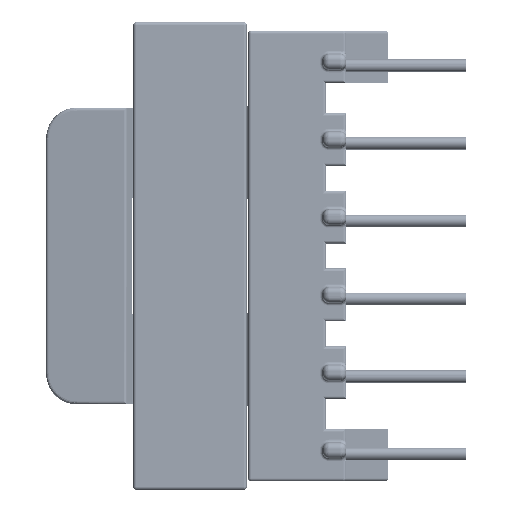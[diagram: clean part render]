
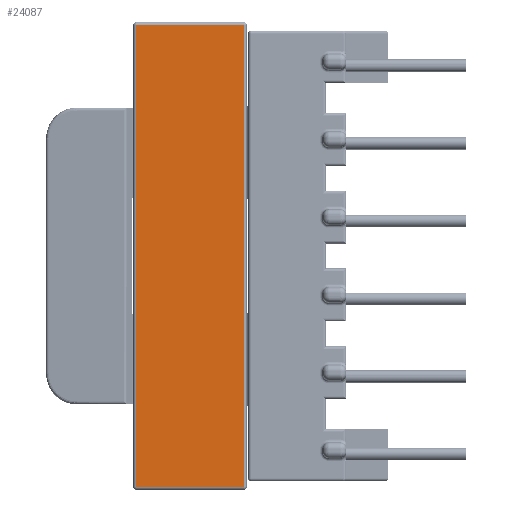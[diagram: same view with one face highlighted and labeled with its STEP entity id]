
A CAD part, left-side view. The second image highlights one B-rep face of the part: STEP entity #24087.
In plain terms, the highlighted face is planar.
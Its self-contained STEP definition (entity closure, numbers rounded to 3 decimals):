
#860 = CARTESIAN_POINT ( 'NONE',  ( 14.85, 7.1, 0. ) ) ;
#998 = CARTESIAN_POINT ( 'NONE',  ( 14.85, 0.2, 0. ) ) ;
#1395 = CARTESIAN_POINT ( 'NONE',  ( -15.05, 7.1, 0. ) ) ;
#1444 = DIRECTION ( 'NONE',  ( 1., 0., 0. ) ) ;
#1694 = CARTESIAN_POINT ( 'NONE',  ( 14.85, 7.3, 0. ) ) ;
#2234 = VERTEX_POINT ( 'NONE', #9236 ) ;
#2635 = CARTESIAN_POINT ( 'NONE',  ( 0., 7.3, 0. ) ) ;
#2884 = AXIS2_PLACEMENT_3D ( 'NONE', #2635, #16241, #20216 ) ;
#3926 = EDGE_LOOP ( 'NONE', ( #21091, #7235, #7539, #14387 ) ) ;
#4691 = EDGE_CURVE ( 'NONE', #17192, #23769, #23152, .T. ) ;
#5815 = EDGE_CURVE ( 'NONE', #2234, #25155, #13044, .T. ) ;
#7235 = ORIENTED_EDGE ( 'NONE', *, *, #4691, .T. ) ;
#7536 = VECTOR ( 'NONE', #1444, 1000. ) ;
#7539 = ORIENTED_EDGE ( 'NONE', *, *, #8265, .T. ) ;
#7660 = LINE ( 'NONE', #1694, #23493 ) ;
#8265 = EDGE_CURVE ( 'NONE', #23769, #2234, #23816, .T. ) ;
#8523 = VECTOR ( 'NONE', #13017, 1000. ) ;
#9236 = CARTESIAN_POINT ( 'NONE',  ( -14.85, 0.2, 0. ) ) ;
#9453 = DIRECTION ( 'NONE',  ( 0., -1., 0. ) ) ;
#11322 = CARTESIAN_POINT ( 'NONE',  ( -14.85, 0., 0. ) ) ;
#11394 = DIRECTION ( 'NONE',  ( 0., 1., 0. ) ) ;
#13017 = DIRECTION ( 'NONE',  ( -1., 0., 0. ) ) ;
#13044 = LINE ( 'NONE', #14991, #7536 ) ;
#13144 = CARTESIAN_POINT ( 'NONE',  ( -14.85, 7.1, 0. ) ) ;
#14327 = PLANE ( 'NONE',  #2884 ) ;
#14387 = ORIENTED_EDGE ( 'NONE', *, *, #5815, .T. ) ;
#14991 = CARTESIAN_POINT ( 'NONE',  ( 0., 0.2, 0. ) ) ;
#16241 = DIRECTION ( 'NONE',  ( 0., 0., -1. ) ) ;
#17192 = VERTEX_POINT ( 'NONE', #860 ) ;
#19496 = EDGE_CURVE ( 'NONE', #25155, #17192, #7660, .T. ) ;
#20216 = DIRECTION ( 'NONE',  ( -1., 0., 0. ) ) ;
#21091 = ORIENTED_EDGE ( 'NONE', *, *, #19496, .T. ) ;
#21580 = FACE_OUTER_BOUND ( 'NONE', #3926, .T. ) ;
#22612 = VECTOR ( 'NONE', #9453, 1000. ) ;
#23152 = LINE ( 'NONE', #1395, #8523 ) ;
#23493 = VECTOR ( 'NONE', #11394, 1000. ) ;
#23769 = VERTEX_POINT ( 'NONE', #13144 ) ;
#23816 = LINE ( 'NONE', #11322, #22612 ) ;
#24087 = ADVANCED_FACE ( 'NONE', ( #21580 ), #14327, .F. ) ;
#25155 = VERTEX_POINT ( 'NONE', #998 ) ;
